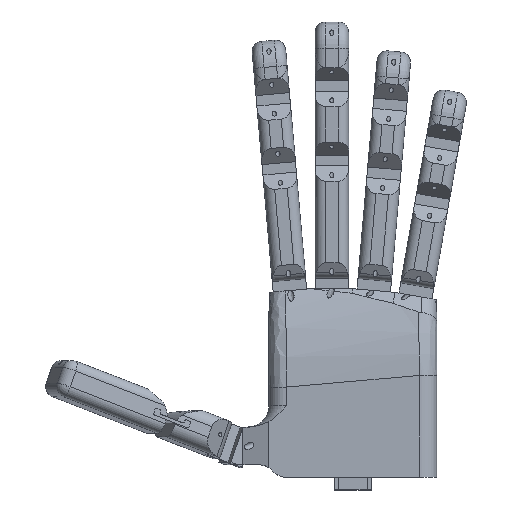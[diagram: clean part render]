
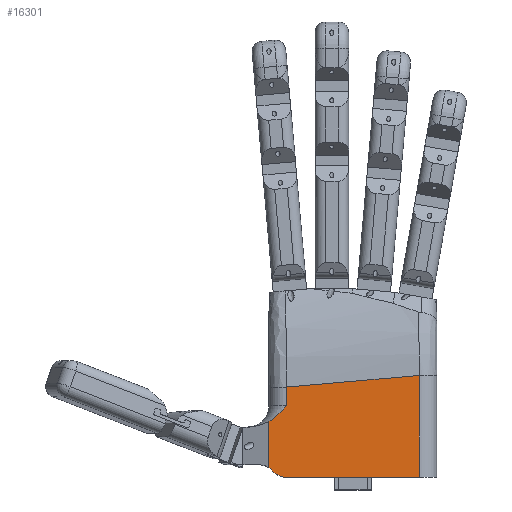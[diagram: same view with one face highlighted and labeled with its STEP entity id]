
A CAD part, top view. The second image highlights one B-rep face of the part: STEP entity #16301.
In plain terms, the highlighted planar face has unit normal (0, 0, 1).
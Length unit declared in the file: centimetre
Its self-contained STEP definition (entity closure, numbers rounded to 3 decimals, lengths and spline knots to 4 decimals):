
#176=B_SPLINE_CURVE_WITH_KNOTS('',3,(#25109,#25110,#25111,#25112,#25113,
#25114),.UNSPECIFIED.,.F.,.F.,(4,2,4),(5.8643,6.3617,
6.9308),.UNSPECIFIED.);
#296=CIRCLE('',#17294,0.9);
#298=CIRCLE('',#17298,0.9);
#1641=FACE_OUTER_BOUND('',#2583,.T.);
#2583=EDGE_LOOP('',(#11376,#11377,#11378,#11379,#11380,#11381,#11382,#11383));
#3568=LINE('',#24854,#5174);
#3596=LINE('',#25084,#5202);
#3609=LINE('',#25180,#5215);
#3672=LINE('',#25517,#5278);
#3673=LINE('',#25546,#5279);
#5174=VECTOR('',#19205,9.);
#5202=VECTOR('',#19341,1.);
#5215=VECTOR('',#19388,1.);
#5278=VECTOR('',#19511,1.);
#5279=VECTOR('',#19520,1.);
#6781=VERTEX_POINT('',#24851);
#6782=VERTEX_POINT('',#24853);
#6816=VERTEX_POINT('',#25058);
#6817=VERTEX_POINT('',#25060);
#6819=VERTEX_POINT('',#25072);
#6823=VERTEX_POINT('',#25082);
#6831=VERTEX_POINT('',#25107);
#6832=VERTEX_POINT('',#25108);
#8476=EDGE_CURVE('',#6781,#6782,#3568,.T.);
#8525=EDGE_CURVE('',#6816,#6817,#296,.T.);
#8530=EDGE_CURVE('',#6819,#6816,#298,.T.);
#8535=EDGE_CURVE('',#6823,#6819,#3596,.T.);
#8544=EDGE_CURVE('',#6831,#6832,#176,.F.);
#8564=EDGE_CURVE('',#6831,#6781,#3609,.T.);
#8652=EDGE_CURVE('',#6782,#6823,#3672,.T.);
#8655=EDGE_CURVE('',#6817,#6832,#3673,.T.);
#11376=ORIENTED_EDGE('',*,*,#8530,.F.);
#11377=ORIENTED_EDGE('',*,*,#8535,.F.);
#11378=ORIENTED_EDGE('',*,*,#8652,.F.);
#11379=ORIENTED_EDGE('',*,*,#8476,.F.);
#11380=ORIENTED_EDGE('',*,*,#8564,.F.);
#11381=ORIENTED_EDGE('',*,*,#8544,.T.);
#11382=ORIENTED_EDGE('',*,*,#8655,.F.);
#11383=ORIENTED_EDGE('',*,*,#8525,.F.);
#15743=PLANE('',#17352);
#16301=ADVANCED_FACE('',(#1641),#15743,.T.);
#17294=AXIS2_PLACEMENT_3D('',#25061,#19322,#19323);
#17298=AXIS2_PLACEMENT_3D('',#25074,#19331,#19332);
#17352=AXIS2_PLACEMENT_3D('',#25545,#19518,#19519);
#19205=DIRECTION('',(0.996,0.087,0.));
#19322=DIRECTION('center_axis',(0.,0.,1.));
#19323=DIRECTION('ref_axis',(0.408,0.913,0.));
#19331=DIRECTION('center_axis',(0.,0.,-1.));
#19332=DIRECTION('ref_axis',(-0.943,-0.333,0.));
#19341=DIRECTION('',(-1.,0.,0.));
#19388=DIRECTION('',(0.,1.,0.));
#19511=DIRECTION('',(0.,-1.,0.));
#19518=DIRECTION('center_axis',(0.,0.,1.));
#19519=DIRECTION('ref_axis',(1.,0.,0.));
#19520=DIRECTION('',(0.,1.,0.));
#24851=CARTESIAN_POINT('',(-3.1667,4.3047,1.25));
#24853=CARTESIAN_POINT('',(3.1667,4.8588,1.25));
#24854=CARTESIAN_POINT('',(-2.9843,4.3207,1.25));
#25058=CARTESIAN_POINT('',(-3.8223,0.3,1.25));
#25060=CARTESIAN_POINT('',(-4.,0.4529,1.25));
#25061=CARTESIAN_POINT('Origin',(-4.4931,-0.3,1.25));
#25072=CARTESIAN_POINT('',(-3.1515,0.,1.25));
#25074=CARTESIAN_POINT('Origin',(-3.1515,0.9,1.25));
#25082=CARTESIAN_POINT('',(3.1667,0.,1.25));
#25084=CARTESIAN_POINT('',(4.,0.,1.25));
#25107=CARTESIAN_POINT('',(-3.1667,3.42,1.25));
#25108=CARTESIAN_POINT('',(-4.,2.6551,1.25));
#25109=CARTESIAN_POINT('Ctrl Pts',(-4.,2.6551,1.25));
#25110=CARTESIAN_POINT('Ctrl Pts',(-3.8566,2.7446,1.25));
#25111=CARTESIAN_POINT('Ctrl Pts',(-3.716,2.858,1.25));
#25112=CARTESIAN_POINT('Ctrl Pts',(-3.4336,3.1241,1.25));
#25113=CARTESIAN_POINT('Ctrl Pts',(-3.2939,3.2793,1.25));
#25114=CARTESIAN_POINT('Ctrl Pts',(-3.1667,3.42,1.25));
#25180=CARTESIAN_POINT('',(-3.1667,0.,1.25));
#25517=CARTESIAN_POINT('',(3.1667,0.,1.25));
#25545=CARTESIAN_POINT('Origin',(-4.,0.,1.25));
#25546=CARTESIAN_POINT('',(-4.,0.,1.25));
